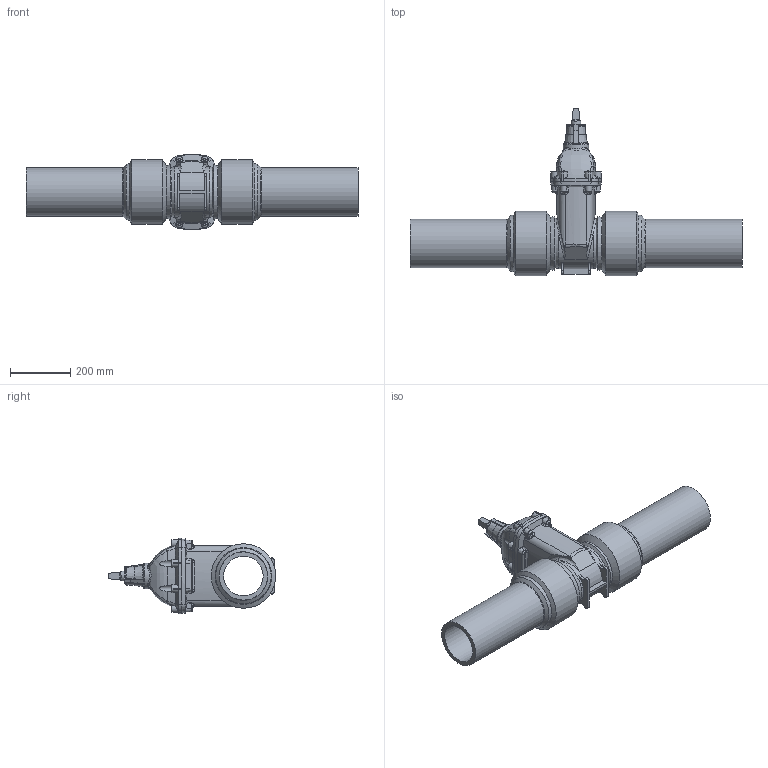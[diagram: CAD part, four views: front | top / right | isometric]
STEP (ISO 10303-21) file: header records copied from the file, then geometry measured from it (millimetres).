
FILE_DESCRIPTION (( 'STEP AP203' ), '1' );
FILE_NAME ('O_36_80_DN150_160mm.STEP', '2015-01-27T08:57:05', ( 'ken' ), ( '' ), 'SwSTEP 2.0', 'SolidWorks 2012', '' );
FILE_SCHEMA (( 'CONFIG_CONTROL_DESIGN' ));
Length unit declared in the file: millimetre
Products named in the file (1): O_36_80_DN150_160mm
Bounding box: 1101 x 554.83 x 249.11 mm (x, y, z)
Volume: 18299528.8 mm3; surface area: 1306345.3 mm2
Topology: 1 solids, 1 shells, 309 faces, 809 edges, 504 vertices
Faces by surface type: cone 80, bspline 66, cylinder 65, plane 64, torus 34
Full cylindrical faces by diameter (mm): 32 x1, 84 x1, 131 x1, 160 x2, 213.7 x2
Entity records: 14857 total; most frequent: CARTESIAN_POINT 8071, ORIENTED_EDGE 1554, DIRECTION 1224, EDGE_CURVE 777, AXIS2_PLACEMENT_3D 538, VERTEX_POINT 495, EDGE_LOOP 336, FACE_OUTER_BOUND 318
